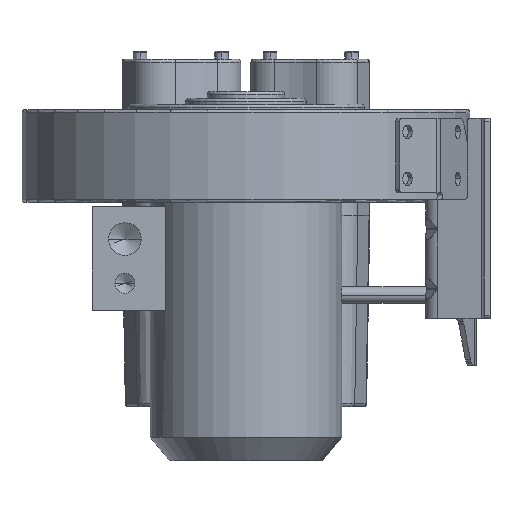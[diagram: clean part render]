
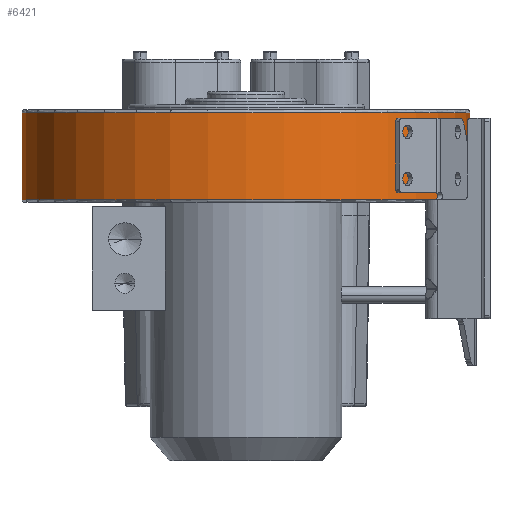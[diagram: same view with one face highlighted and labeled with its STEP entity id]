
A CAD part, left-side view. The second image highlights one B-rep face of the part: STEP entity #6421.
In plain terms, the highlighted cylindrical face has radius 162 mm (diameter 324 mm), a partial arc.
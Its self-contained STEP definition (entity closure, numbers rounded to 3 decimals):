
#2483=DIRECTION('',(0.,0.,-1.));
#2484=VECTOR('',#2483,63.);
#2485=CARTESIAN_POINT('',(137.068,86.35,-15.2));
#2486=LINE('',#2485,#2484);
#2487=DIRECTION('',(0.,0.,-1.));
#2488=VECTOR('',#2487,63.);
#2489=CARTESIAN_POINT('',(137.068,-86.35,-15.2));
#2490=LINE('',#2489,#2488);
#2491=CARTESIAN_POINT('',(0.,0.,-78.2));
#2492=DIRECTION('',(0.,0.,1.));
#2493=DIRECTION('',(0.846,0.533,0.));
#2494=AXIS2_PLACEMENT_3D('',#2491,#2492,#2493);
#2577=CARTESIAN_POINT('',(0.,0.,-15.2));
#2578=DIRECTION('',(0.,0.,-1.));
#2579=DIRECTION('',(0.846,-0.533,0.));
#2580=AXIS2_PLACEMENT_3D('',#2577,#2578,#2579);
#3339=CARTESIAN_POINT('',(137.068,-86.35,-15.2));
#3340=CARTESIAN_POINT('',(137.068,-86.35,-78.2));
#3341=VERTEX_POINT('',#3339);
#3342=VERTEX_POINT('',#3340);
#3343=CARTESIAN_POINT('',(137.068,86.35,-15.2));
#3344=CARTESIAN_POINT('',(137.068,86.35,-78.2));
#3345=VERTEX_POINT('',#3343);
#3346=VERTEX_POINT('',#3344);
#6407=CARTESIAN_POINT('',(0.,0.,13.36));
#6408=DIRECTION('',(0.,0.,-1.));
#6409=DIRECTION('',(0.,-1.,0.));
#6410=AXIS2_PLACEMENT_3D('',#6407,#6408,#6409);
#6411=CYLINDRICAL_SURFACE('',#6410,162.);
#6413=ORIENTED_EDGE('',*,*,#6412,.F.);
#6415=ORIENTED_EDGE('',*,*,#6414,.F.);
#6417=ORIENTED_EDGE('',*,*,#6416,.F.);
#6418=ORIENTED_EDGE('',*,*,#6395,.T.);
#6419=EDGE_LOOP('',(#6413,#6415,#6417,#6418));
#6420=FACE_OUTER_BOUND('',#6419,.F.);
#6421=ADVANCED_FACE('',(#6420),#6411,.T.);
#2495=CIRCLE('',#2494,162.);
#2581=CIRCLE('',#2580,162.);
#6395=EDGE_CURVE('',#3341,#3342,#2490,.T.);
#6412=EDGE_CURVE('',#3346,#3342,#2495,.T.);
#6414=EDGE_CURVE('',#3345,#3346,#2486,.T.);
#6416=EDGE_CURVE('',#3341,#3345,#2581,.T.);
